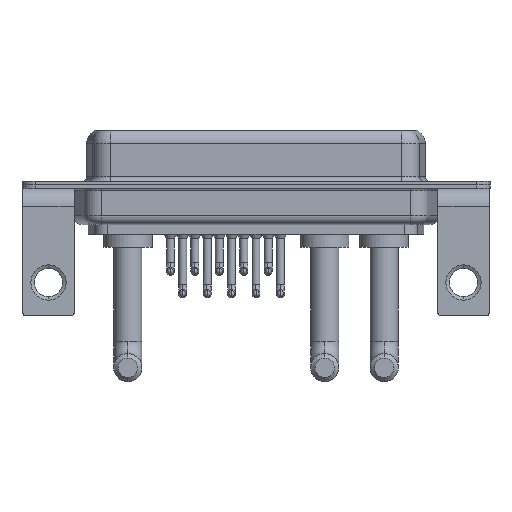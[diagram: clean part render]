
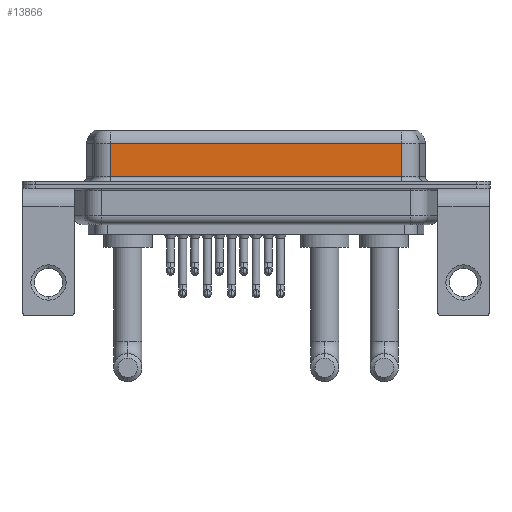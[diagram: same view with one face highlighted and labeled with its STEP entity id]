
A CAD part, front view. The second image highlights one B-rep face of the part: STEP entity #13866.
In plain terms, the highlighted planar face has unit normal (0, -1, 0).
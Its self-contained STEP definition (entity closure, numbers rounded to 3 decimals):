
#431 = LINE ( 'NONE', #14275, #14437 ) ;
#2068 = DIRECTION ( 'NONE',  ( 0., 0., 1. ) ) ;
#2363 = CARTESIAN_POINT ( 'NONE',  ( 7.013, -3.95, 0.9 ) ) ;
#2734 = CARTESIAN_POINT ( 'NONE',  ( 40.037, -3.95, 0.9 ) ) ;
#2773 = ORIENTED_EDGE ( 'NONE', *, *, #9559, .T. ) ;
#3258 = DIRECTION ( 'NONE',  ( 0., 1., 0. ) ) ;
#3451 = VERTEX_POINT ( 'NONE', #4913 ) ;
#4631 = VERTEX_POINT ( 'NONE', #2363 ) ;
#4913 = CARTESIAN_POINT ( 'NONE',  ( 7.013, -3.95, 4.65 ) ) ;
#5304 = VECTOR ( 'NONE', #16548, 1000. ) ;
#6147 = CARTESIAN_POINT ( 'NONE',  ( 40.037, -3.95, 4.65 ) ) ;
#6634 = VECTOR ( 'NONE', #15385, 1000. ) ;
#6951 = VECTOR ( 'NONE', #17358, 1000. ) ;
#9226 = AXIS2_PLACEMENT_3D ( 'NONE', #11307, #3258, #2068 ) ;
#9559 = EDGE_CURVE ( 'NONE', #4631, #17683, #17833, .T. ) ;
#10027 = EDGE_LOOP ( 'NONE', ( #18170, #13226, #10355, #2773 ) ) ;
#10043 = CARTESIAN_POINT ( 'NONE',  ( 40.037, -3.95, 0.9 ) ) ;
#10355 = ORIENTED_EDGE ( 'NONE', *, *, #11029, .T. ) ;
#10848 = EDGE_CURVE ( 'NONE', #19191, #17683, #16874, .T. ) ;
#11029 = EDGE_CURVE ( 'NONE', #3451, #4631, #18856, .T. ) ;
#11307 = CARTESIAN_POINT ( 'NONE',  ( 40.037, -3.95, 6.4 ) ) ;
#13226 = ORIENTED_EDGE ( 'NONE', *, *, #17478, .T. ) ;
#13866 = ADVANCED_FACE ( 'NONE', ( #15888 ), #14299, .F. ) ;
#14275 = CARTESIAN_POINT ( 'NONE',  ( 40.037, -3.95, 4.65 ) ) ;
#14299 = PLANE ( 'NONE',  #9226 ) ;
#14437 = VECTOR ( 'NONE', #18667, 1000. ) ;
#15385 = DIRECTION ( 'NONE',  ( 0., 0., -1. ) ) ;
#15862 = CARTESIAN_POINT ( 'NONE',  ( 7.013, -3.95, 6.4 ) ) ;
#15888 = FACE_OUTER_BOUND ( 'NONE', #10027, .T. ) ;
#16548 = DIRECTION ( 'NONE',  ( 1., 0., 0. ) ) ;
#16692 = CARTESIAN_POINT ( 'NONE',  ( 40.037, -3.95, 6.4 ) ) ;
#16874 = LINE ( 'NONE', #16692, #6634 ) ;
#17358 = DIRECTION ( 'NONE',  ( 0., 0., -1. ) ) ;
#17478 = EDGE_CURVE ( 'NONE', #19191, #3451, #431, .T. ) ;
#17683 = VERTEX_POINT ( 'NONE', #2734 ) ;
#17833 = LINE ( 'NONE', #10043, #5304 ) ;
#18170 = ORIENTED_EDGE ( 'NONE', *, *, #10848, .F. ) ;
#18667 = DIRECTION ( 'NONE',  ( -1., 0., 0. ) ) ;
#18856 = LINE ( 'NONE', #15862, #6951 ) ;
#19191 = VERTEX_POINT ( 'NONE', #6147 ) ;
